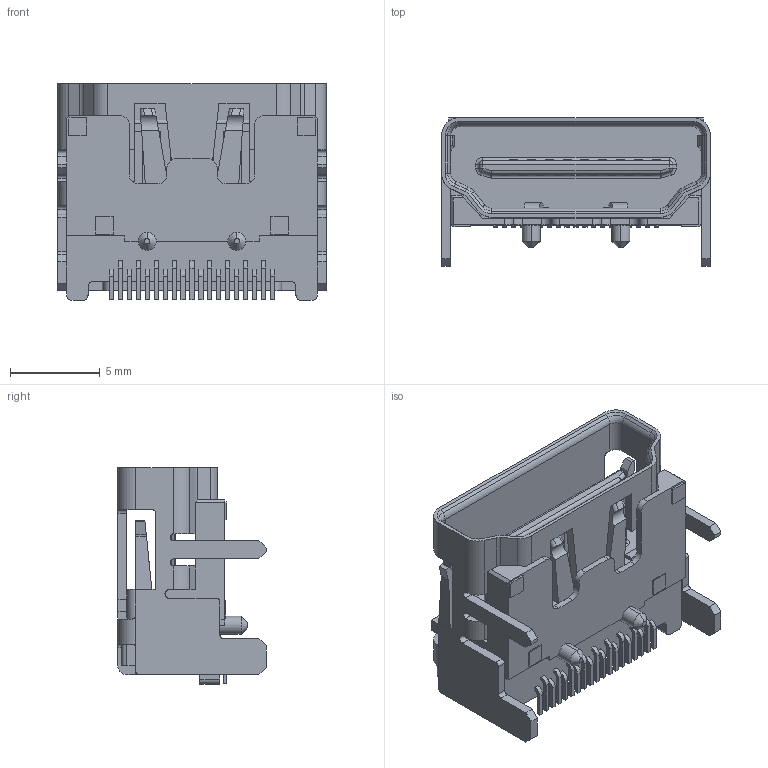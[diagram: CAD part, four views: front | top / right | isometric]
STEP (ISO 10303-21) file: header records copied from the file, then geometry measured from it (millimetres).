
FILE_DESCRIPTION(('STEP AP242'),'1');
FILE_NAME('1827059-3.stp','2020-08-31T01:33:51',('TraceParts'),('TraceParts S.A.'),'Spatial InterOp 3D',' ',' ');
FILE_SCHEMA(('AP242_MANAGED_MODEL_BASED_3D_ENGINEERING_MIM_LF {1 0 10303 442 1 1 4}'));
Length unit declared in the file: millimetre
Products named in the file (1): 1827059-3
Bounding box: 15 x 8.28 x 12.1 mm (x, y, z)
Volume: 576.9 mm3; surface area: 1163.6 mm2
Topology: 1 solids, 1 shells, 641 faces, 1770 edges, 1144 vertices
Faces by surface type: plane 403, cylinder 206, torus 12, cone 12, sphere 6, bspline 2
Entity records: 20489 total; most frequent: CARTESIAN_POINT 3788, ORIENTED_EDGE 3540, DIRECTION 3470, EDGE_CURVE 1770, LINE 1282, VECTOR 1282, VERTEX_POINT 1144, AXIS2_PLACEMENT_3D 1094
